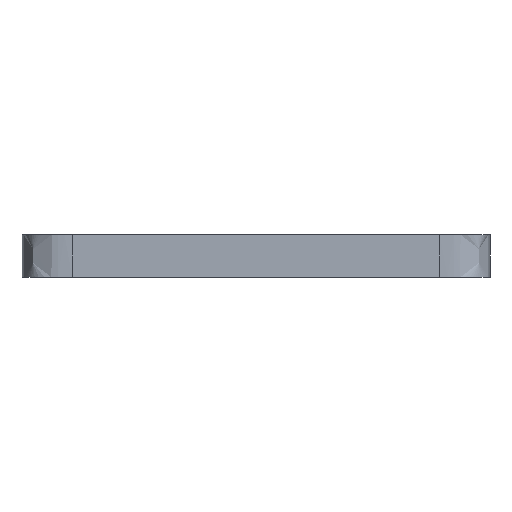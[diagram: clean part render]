
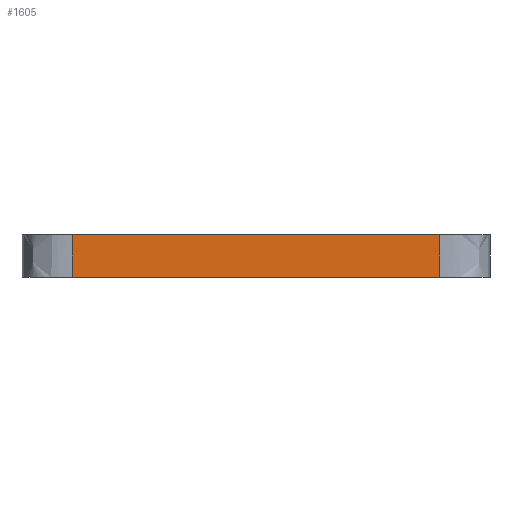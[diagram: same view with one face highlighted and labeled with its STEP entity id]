
A CAD part, left-side view. The second image highlights one B-rep face of the part: STEP entity #1605.
In plain terms, the highlighted planar face has unit normal (-1, 0, 0).
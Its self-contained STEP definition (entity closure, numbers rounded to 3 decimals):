
#157 = VECTOR ( 'NONE', #1419, 1000. ) ;
#200 = CARTESIAN_POINT ( 'NONE',  ( -155., 55., 4.233 ) ) ;
#227 = CARTESIAN_POINT ( 'NONE',  ( -155., -55., 4.233 ) ) ;
#276 = CARTESIAN_POINT ( 'NONE',  ( -155., 70., 0. ) ) ;
#281 = DIRECTION ( 'NONE',  ( 1., 0., 0. ) ) ;
#379 = ORIENTED_EDGE ( 'NONE', *, *, #2193, .T. ) ;
#387 = VECTOR ( 'NONE', #560, 1000. ) ;
#477 = VERTEX_POINT ( 'NONE', #3631 ) ;
#527 = CARTESIAN_POINT ( 'NONE',  ( -155., -55., 12.7 ) ) ;
#560 = DIRECTION ( 'NONE',  ( 0., -1., 0. ) ) ;
#589 = CARTESIAN_POINT ( 'NONE',  ( -155., 70., 12.7 ) ) ;
#756 = CARTESIAN_POINT ( 'NONE',  ( -155., 55., 12.7 ) ) ;
#775 = CARTESIAN_POINT ( 'NONE',  ( -155., -55., 0. ) ) ;
#914 = AXIS2_PLACEMENT_3D ( 'NONE', #589, #281, #1707 ) ;
#1025 = CARTESIAN_POINT ( 'NONE',  ( -155., -55., 8.467 ) ) ;
#1074 = EDGE_LOOP ( 'NONE', ( #3034, #1246, #379, #2562 ) ) ;
#1141 = LINE ( 'NONE', #276, #157 ) ;
#1246 = ORIENTED_EDGE ( 'NONE', *, *, #2055, .T. ) ;
#1307 = CARTESIAN_POINT ( 'NONE',  ( -155., 55., 0. ) ) ;
#1419 = DIRECTION ( 'NONE',  ( 0., -1., 0. ) ) ;
#1549 = EDGE_CURVE ( 'NONE', #477, #2538, #2426, .T. ) ;
#1605 = ADVANCED_FACE ( 'NONE', ( #3144 ), #2014, .F. ) ;
#1707 = DIRECTION ( 'NONE',  ( 0., 0., -1. ) ) ;
#1965 = LINE ( 'NONE', #3093, #387 ) ;
#2014 = PLANE ( 'NONE',  #914 ) ;
#2055 = EDGE_CURVE ( 'NONE', #3140, #2782, #2215, .T. ) ;
#2166 = CARTESIAN_POINT ( 'NONE',  ( -155., 55., 12.7 ) ) ;
#2193 = EDGE_CURVE ( 'NONE', #2782, #477, #1141, .T. ) ;
#2215 = B_SPLINE_CURVE_WITH_KNOTS ( 'NONE', 3,
 ( #2166, #3533, #200, #3312 ),
 .UNSPECIFIED., .F., .F.,
 ( 4, 4 ),
 ( 0., 1. ),
 .UNSPECIFIED. ) ;
#2426 = B_SPLINE_CURVE_WITH_KNOTS ( 'NONE', 3,
 ( #775, #227, #1025, #2721 ),
 .UNSPECIFIED., .F., .F.,
 ( 4, 4 ),
 ( 0., 1. ),
 .UNSPECIFIED. ) ;
#2538 = VERTEX_POINT ( 'NONE', #527 ) ;
#2562 = ORIENTED_EDGE ( 'NONE', *, *, #1549, .T. ) ;
#2721 = CARTESIAN_POINT ( 'NONE',  ( -155., -55., 12.7 ) ) ;
#2782 = VERTEX_POINT ( 'NONE', #1307 ) ;
#2916 = EDGE_CURVE ( 'NONE', #3140, #2538, #1965, .T. ) ;
#3034 = ORIENTED_EDGE ( 'NONE', *, *, #2916, .F. ) ;
#3093 = CARTESIAN_POINT ( 'NONE',  ( -155., 70., 12.7 ) ) ;
#3140 = VERTEX_POINT ( 'NONE', #756 ) ;
#3144 = FACE_OUTER_BOUND ( 'NONE', #1074, .T. ) ;
#3312 = CARTESIAN_POINT ( 'NONE',  ( -155., 55., 0. ) ) ;
#3533 = CARTESIAN_POINT ( 'NONE',  ( -155., 55., 8.467 ) ) ;
#3631 = CARTESIAN_POINT ( 'NONE',  ( -155., -55., 0. ) ) ;
